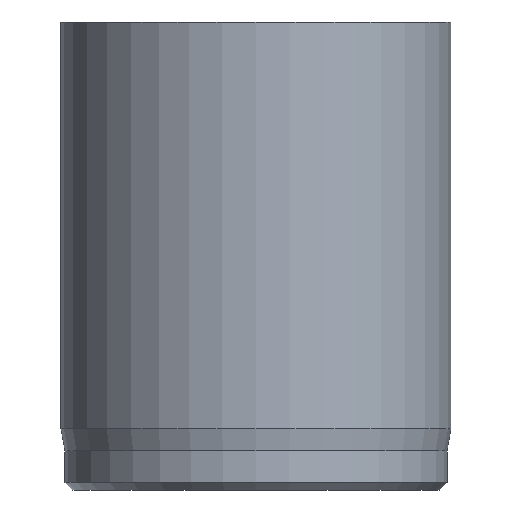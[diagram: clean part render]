
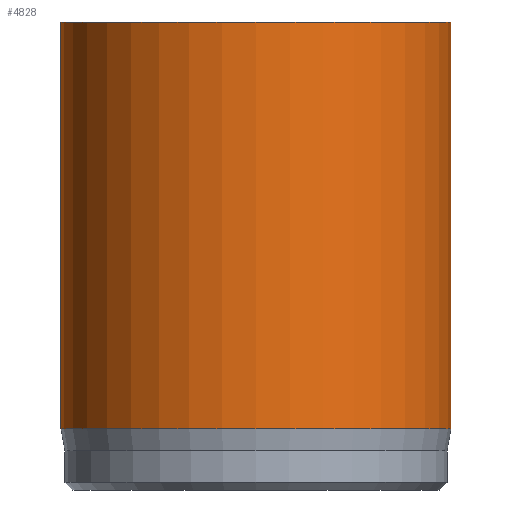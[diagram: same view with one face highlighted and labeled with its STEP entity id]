
A CAD part, front view. The second image highlights one B-rep face of the part: STEP entity #4828.
In plain terms, the highlighted cylindrical face has radius 5 mm (diameter 10 mm), a full revolution.
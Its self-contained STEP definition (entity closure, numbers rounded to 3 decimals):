
#31=CYLINDRICAL_SURFACE('',#5026,5.);
#45=CIRCLE('',#4999,5.);
#57=CIRCLE('',#5024,5.);
#58=CIRCLE('',#5025,5.);
#394=FACE_OUTER_BOUND('',#680,.T.);
#680=EDGE_LOOP('',(#4148,#4149,#4150,#4151,#4152));
#1024=LINE('',#8767,#1384);
#1384=VECTOR('',#5532,5.);
#2166=VERTEX_POINT('',#8718);
#2178=VERTEX_POINT('',#8761);
#2179=VERTEX_POINT('',#8762);
#2833=EDGE_CURVE('',#2166,#2166,#45,.T.);
#2851=EDGE_CURVE('',#2178,#2179,#57,.T.);
#2852=EDGE_CURVE('',#2179,#2178,#58,.T.);
#2854=EDGE_CURVE('',#2166,#2178,#1024,.T.);
#4148=ORIENTED_EDGE('',*,*,#2833,.T.);
#4149=ORIENTED_EDGE('',*,*,#2854,.T.);
#4150=ORIENTED_EDGE('',*,*,#2851,.T.);
#4151=ORIENTED_EDGE('',*,*,#2852,.T.);
#4152=ORIENTED_EDGE('',*,*,#2854,.F.);
#4828=ADVANCED_FACE('',(#394),#31,.T.);
#4999=AXIS2_PLACEMENT_3D('',#8719,#5469,#5470);
#5024=AXIS2_PLACEMENT_3D('',#8763,#5525,#5526);
#5025=AXIS2_PLACEMENT_3D('',#8764,#5527,#5528);
#5026=AXIS2_PLACEMENT_3D('',#8766,#5530,#5531);
#5469=DIRECTION('center_axis',(0.,0.,-1.));
#5470=DIRECTION('ref_axis',(-1.,0.,0.));
#5525=DIRECTION('center_axis',(0.,0.,1.));
#5526=DIRECTION('ref_axis',(-1.,0.,0.));
#5527=DIRECTION('center_axis',(0.,0.,1.));
#5528=DIRECTION('ref_axis',(-1.,0.,0.));
#5530=DIRECTION('center_axis',(0.,0.,1.));
#5531=DIRECTION('ref_axis',(-1.,0.,0.));
#5532=DIRECTION('',(0.,0.,-1.));
#8718=CARTESIAN_POINT('',(5.,0.,12.));
#8719=CARTESIAN_POINT('Origin',(0.,0.,12.));
#8761=CARTESIAN_POINT('',(5.,0.,1.567));
#8762=CARTESIAN_POINT('',(-5.,0.,1.567));
#8763=CARTESIAN_POINT('Origin',(0.,0.,1.567));
#8764=CARTESIAN_POINT('Origin',(0.,0.,1.567));
#8766=CARTESIAN_POINT('Origin',(0.,0.,0.));
#8767=CARTESIAN_POINT('',(5.,0.,0.));
